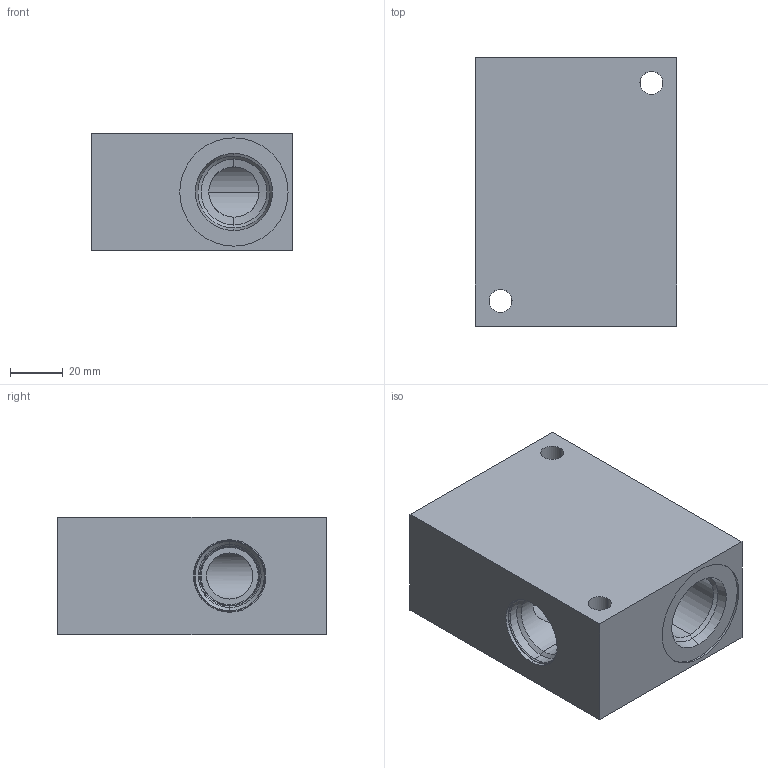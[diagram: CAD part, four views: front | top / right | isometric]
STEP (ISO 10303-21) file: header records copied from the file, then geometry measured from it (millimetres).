
FILE_DESCRIPTION((''),'2;1');
FILE_NAME('XWG_ASM','2023-07-10T',('ProEService'),(''),'PRO/ENGINEER BY PARAMETRIC TECHNOLOGY CORPORATION, 2014200','PRO/ENGINEER BY PARAMETRIC TECHNOLOGY CORPORATION, 2014200','');
FILE_SCHEMA(('CONFIG_CONTROL_DESIGN'));
Length unit declared in the file: inch
Products named in the file (2): 151-669-006; XWG_ASM
Assembly tree (1 placements, depth 2):
  XWG_ASM
    151-669-006
Bounding box: 76.2 x 101.6 x 44.45 mm (x, y, z)
Volume: 255916.8 mm3; surface area: 45218.5 mm2
Topology: 1 solids, 1 shells, 80 faces, 290 edges, 274 vertices
Faces by surface type: cylinder 36, cone 28, plane 12, torus 4
Entity records: 3490 total; most frequent: CARTESIAN_POINT 987, DIRECTION 542, ORIENTED_EDGE 352, VECTOR 190, LINE 190, AXIS2_PLACEMENT_3D 176, EDGE_CURVE 176, TRIMMED_CURVE 114
